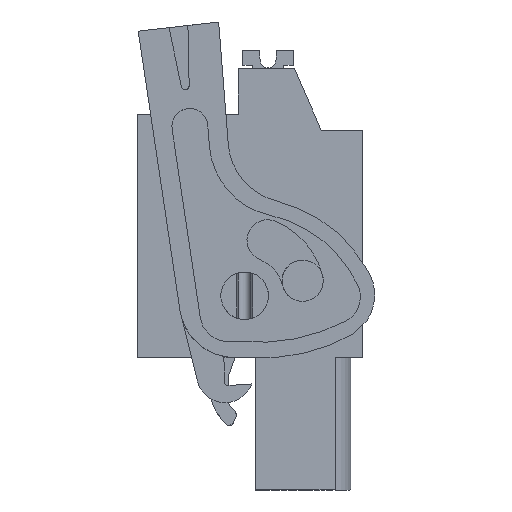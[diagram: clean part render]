
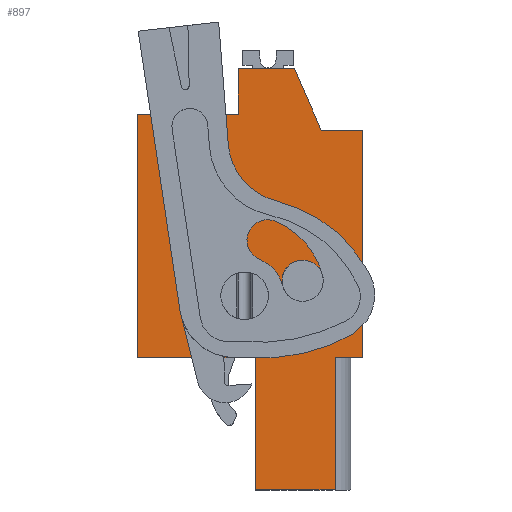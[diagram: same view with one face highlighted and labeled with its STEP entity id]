
A CAD part, left-side view. The second image highlights one B-rep face of the part: STEP entity #897.
In plain terms, the highlighted planar face has unit normal (-1, 0, 0).
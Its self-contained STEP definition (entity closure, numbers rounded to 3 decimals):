
#777=AXIS2_PLACEMENT_3D('Plane Axis2P3D',#774,#775,#776) ;
#863=AXIS2_PLACEMENT_3D('Circle Axis2P3D',#861,#862,$) ;
#872=AXIS2_PLACEMENT_3D('Circle Axis2P3D',#870,#871,$) ;
#881=AXIS2_PLACEMENT_3D('Circle Axis2P3D',#879,#880,$) ;
#890=AXIS2_PLACEMENT_3D('Circle Axis2P3D',#888,#889,$) ;
#42=CARTESIAN_POINT('Vertex',(4.85,8.618,26.59)) ;
#45=CARTESIAN_POINT('Line Origine',(4.85,6.843,26.59)) ;
#49=CARTESIAN_POINT('Vertex',(4.85,5.068,26.59)) ;
#649=CARTESIAN_POINT('Vertex',(4.85,8.618,23.69)) ;
#652=CARTESIAN_POINT('Line Origine',(4.85,8.618,25.14)) ;
#774=CARTESIAN_POINT('Axis2P3D Location',(4.85,7.568,8.35)) ;
#779=CARTESIAN_POINT('Line Origine',(4.85,2.493,4.175)) ;
#783=CARTESIAN_POINT('Vertex',(4.85,2.493,8.35)) ;
#785=CARTESIAN_POINT('Vertex',(4.85,2.493,0.)) ;
#788=CARTESIAN_POINT('Line Origine',(4.85,1.63,8.35)) ;
#792=CARTESIAN_POINT('Vertex',(4.85,0.768,8.35)) ;
#795=CARTESIAN_POINT('Line Origine',(4.85,0.768,15.52)) ;
#799=CARTESIAN_POINT('Vertex',(4.85,0.768,22.69)) ;
#802=CARTESIAN_POINT('Line Origine',(4.85,2.068,22.69)) ;
#806=CARTESIAN_POINT('Vertex',(4.85,3.368,22.69)) ;
#809=CARTESIAN_POINT('Line Origine',(4.85,4.218,24.64)) ;
#814=CARTESIAN_POINT('Line Origine',(4.85,11.793,23.69)) ;
#818=CARTESIAN_POINT('Vertex',(4.85,14.968,23.69)) ;
#821=CARTESIAN_POINT('Line Origine',(4.85,14.968,16.02)) ;
#825=CARTESIAN_POINT('Vertex',(4.85,14.968,8.35)) ;
#828=CARTESIAN_POINT('Line Origine',(4.85,11.253,8.35)) ;
#832=CARTESIAN_POINT('Vertex',(4.85,7.539,8.35)) ;
#835=CARTESIAN_POINT('Line Origine',(4.85,7.539,4.175)) ;
#839=CARTESIAN_POINT('Vertex',(4.85,7.539,0.)) ;
#842=CARTESIAN_POINT('Line Origine',(4.85,5.016,0.)) ;
#861=CARTESIAN_POINT('Axis2P3D Location',(4.85,8.204,12.25)) ;
#865=CARTESIAN_POINT('Vertex',(4.85,8.204,10.75)) ;
#867=CARTESIAN_POINT('Vertex',(4.85,8.204,13.75)) ;
#870=CARTESIAN_POINT('Axis2P3D Location',(4.85,8.204,12.25)) ;
#879=CARTESIAN_POINT('Axis2P3D Location',(4.85,4.544,13.2)) ;
#883=CARTESIAN_POINT('Vertex',(4.85,4.544,14.5)) ;
#885=CARTESIAN_POINT('Vertex',(4.85,4.544,11.9)) ;
#888=CARTESIAN_POINT('Axis2P3D Location',(4.85,4.544,13.2)) ;
#46=DIRECTION('Vector Direction',(0.,1.,0.)) ;
#653=DIRECTION('Vector Direction',(0.,0.,-1.)) ;
#775=DIRECTION('Axis2P3D Direction',(1.,0.,0.)) ;
#776=DIRECTION('Axis2P3D XDirection',(0.,1.,0.)) ;
#780=DIRECTION('Vector Direction',(0.,0.,-1.)) ;
#789=DIRECTION('Vector Direction',(0.,-1.,0.)) ;
#796=DIRECTION('Vector Direction',(0.,0.,-1.)) ;
#803=DIRECTION('Vector Direction',(0.,1.,0.)) ;
#810=DIRECTION('Vector Direction',(0.,0.4,0.917)) ;
#815=DIRECTION('Vector Direction',(0.,1.,0.)) ;
#822=DIRECTION('Vector Direction',(0.,0.,1.)) ;
#829=DIRECTION('Vector Direction',(0.,1.,0.)) ;
#836=DIRECTION('Vector Direction',(0.,0.,-1.)) ;
#843=DIRECTION('Vector Direction',(0.,1.,0.)) ;
#862=DIRECTION('Axis2P3D Direction',(1.,0.,0.)) ;
#871=DIRECTION('Axis2P3D Direction',(1.,0.,0.)) ;
#880=DIRECTION('Axis2P3D Direction',(1.,0.,0.)) ;
#889=DIRECTION('Axis2P3D Direction',(1.,0.,0.)) ;
#47=VECTOR('Line Direction',#46,1.) ;
#654=VECTOR('Line Direction',#653,1.) ;
#781=VECTOR('Line Direction',#780,1.) ;
#790=VECTOR('Line Direction',#789,1.) ;
#797=VECTOR('Line Direction',#796,1.) ;
#804=VECTOR('Line Direction',#803,1.) ;
#811=VECTOR('Line Direction',#810,1.) ;
#816=VECTOR('Line Direction',#815,1.) ;
#823=VECTOR('Line Direction',#822,1.) ;
#830=VECTOR('Line Direction',#829,1.) ;
#837=VECTOR('Line Direction',#836,1.) ;
#844=VECTOR('Line Direction',#843,1.) ;
#848=ORIENTED_EDGE('',*,*,#787,.F.) ;
#849=ORIENTED_EDGE('',*,*,#794,.F.) ;
#850=ORIENTED_EDGE('',*,*,#801,.F.) ;
#851=ORIENTED_EDGE('',*,*,#808,.T.) ;
#852=ORIENTED_EDGE('',*,*,#813,.T.) ;
#853=ORIENTED_EDGE('',*,*,#51,.T.) ;
#854=ORIENTED_EDGE('',*,*,#656,.T.) ;
#855=ORIENTED_EDGE('',*,*,#820,.T.) ;
#856=ORIENTED_EDGE('',*,*,#827,.F.) ;
#857=ORIENTED_EDGE('',*,*,#834,.F.) ;
#858=ORIENTED_EDGE('',*,*,#841,.T.) ;
#859=ORIENTED_EDGE('',*,*,#846,.F.) ;
#876=ORIENTED_EDGE('',*,*,#869,.T.) ;
#877=ORIENTED_EDGE('',*,*,#874,.T.) ;
#894=ORIENTED_EDGE('',*,*,#887,.T.) ;
#895=ORIENTED_EDGE('',*,*,#892,.T.) ;
#878=FACE_BOUND('',#875,.T.) ;
#896=FACE_BOUND('',#893,.T.) ;
#897=ADVANCED_FACE('HOUSING',(#860,#878,#896),#778,.F.) ;
#864=CIRCLE('generated circle',#863,1.5) ;
#873=CIRCLE('generated circle',#872,1.5) ;
#882=CIRCLE('generated circle',#881,1.3) ;
#891=CIRCLE('generated circle',#890,1.3) ;
#51=EDGE_CURVE('',#50,#43,#48,.T.) ;
#656=EDGE_CURVE('',#43,#650,#655,.T.) ;
#787=EDGE_CURVE('',#784,#786,#782,.T.) ;
#794=EDGE_CURVE('',#793,#784,#791,.F.) ;
#801=EDGE_CURVE('',#800,#793,#798,.T.) ;
#808=EDGE_CURVE('',#800,#807,#805,.T.) ;
#813=EDGE_CURVE('',#807,#50,#812,.T.) ;
#820=EDGE_CURVE('',#650,#819,#817,.T.) ;
#827=EDGE_CURVE('',#826,#819,#824,.T.) ;
#834=EDGE_CURVE('',#833,#826,#831,.T.) ;
#841=EDGE_CURVE('',#833,#840,#838,.T.) ;
#846=EDGE_CURVE('',#786,#840,#845,.T.) ;
#869=EDGE_CURVE('',#866,#868,#864,.T.) ;
#874=EDGE_CURVE('',#868,#866,#873,.T.) ;
#887=EDGE_CURVE('',#884,#886,#882,.T.) ;
#892=EDGE_CURVE('',#886,#884,#891,.T.) ;
#847=EDGE_LOOP('',(#848,#849,#850,#851,#852,#853,#854,#855,#856,#857,#858,#859)) ;
#875=EDGE_LOOP('',(#876,#877)) ;
#893=EDGE_LOOP('',(#894,#895)) ;
#860=FACE_OUTER_BOUND('',#847,.T.) ;
#48=LINE('Line',#45,#47) ;
#655=LINE('Line',#652,#654) ;
#782=LINE('Line',#779,#781) ;
#791=LINE('Line',#788,#790) ;
#798=LINE('Line',#795,#797) ;
#805=LINE('Line',#802,#804) ;
#812=LINE('Line',#809,#811) ;
#817=LINE('Line',#814,#816) ;
#824=LINE('Line',#821,#823) ;
#831=LINE('Line',#828,#830) ;
#838=LINE('Line',#835,#837) ;
#845=LINE('Line',#842,#844) ;
#778=PLANE('',#777) ;
#43=VERTEX_POINT('',#42) ;
#50=VERTEX_POINT('',#49) ;
#650=VERTEX_POINT('',#649) ;
#784=VERTEX_POINT('',#783) ;
#786=VERTEX_POINT('',#785) ;
#793=VERTEX_POINT('',#792) ;
#800=VERTEX_POINT('',#799) ;
#807=VERTEX_POINT('',#806) ;
#819=VERTEX_POINT('',#818) ;
#826=VERTEX_POINT('',#825) ;
#833=VERTEX_POINT('',#832) ;
#840=VERTEX_POINT('',#839) ;
#866=VERTEX_POINT('',#865) ;
#868=VERTEX_POINT('',#867) ;
#884=VERTEX_POINT('',#883) ;
#886=VERTEX_POINT('',#885) ;
